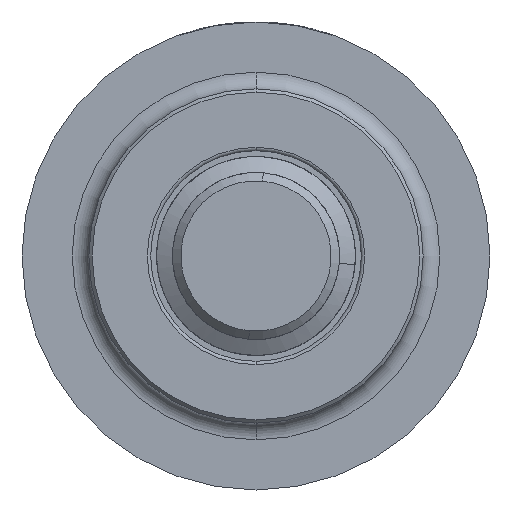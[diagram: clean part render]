
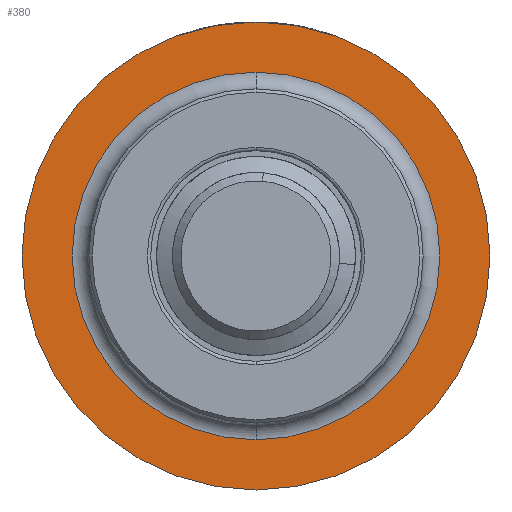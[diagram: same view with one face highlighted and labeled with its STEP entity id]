
A CAD part, front view. The second image highlights one B-rep face of the part: STEP entity #380.
In plain terms, the highlighted planar face has unit normal (0, -1, 0).
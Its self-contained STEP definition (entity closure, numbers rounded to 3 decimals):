
#55 = EDGE_CURVE ( 'NONE', #1868, #6262, #7195, .T. ) ;
#174 = CIRCLE ( 'NONE', #5816, 11. ) ;
#216 = AXIS2_PLACEMENT_3D ( 'NONE', #1804, #2374, #7454 ) ;
#322 = VERTEX_POINT ( 'NONE', #402 ) ;
#380 = ADVANCED_FACE ( 'NONE', ( #8103, #6112 ), #6201, .T. ) ;
#402 = CARTESIAN_POINT ( 'NONE',  ( 0., 7.42, 11. ) ) ;
#977 = AXIS2_PLACEMENT_3D ( 'NONE', #4242, #1667, #6817 ) ;
#1264 = CIRCLE ( 'NONE', #216, 11. ) ;
#1667 = DIRECTION ( 'NONE',  ( 0., -1., 0. ) ) ;
#1804 = CARTESIAN_POINT ( 'NONE',  ( 0., 7.42, 0. ) ) ;
#1868 = VERTEX_POINT ( 'NONE', #7098 ) ;
#2333 = ORIENTED_EDGE ( 'NONE', *, *, #4542, .F. ) ;
#2374 = DIRECTION ( 'NONE',  ( 0., -1., 0. ) ) ;
#2639 = EDGE_LOOP ( 'NONE', ( #4890, #2333 ) ) ;
#3293 = EDGE_CURVE ( 'NONE', #6262, #1868, #6777, .T. ) ;
#3370 = AXIS2_PLACEMENT_3D ( 'NONE', #7865, #5933, #5274 ) ;
#3592 = CARTESIAN_POINT ( 'NONE',  ( 0., 7.42, 0. ) ) ;
#3615 = DIRECTION ( 'NONE',  ( 0., -1., 0. ) ) ;
#3766 = CARTESIAN_POINT ( 'NONE',  ( 0., 7.42, 0. ) ) ;
#4242 = CARTESIAN_POINT ( 'NONE',  ( 11., 7.42, 0. ) ) ;
#4327 = ORIENTED_EDGE ( 'NONE', *, *, #55, .T. ) ;
#4542 = EDGE_CURVE ( 'NONE', #322, #6702, #1264, .T. ) ;
#4890 = ORIENTED_EDGE ( 'NONE', *, *, #7422, .F. ) ;
#5122 = DIRECTION ( 'NONE',  ( 0., -1., 0. ) ) ;
#5200 = ORIENTED_EDGE ( 'NONE', *, *, #3293, .T. ) ;
#5274 = DIRECTION ( 'NONE',  ( 0., 0., -1. ) ) ;
#5816 = AXIS2_PLACEMENT_3D ( 'NONE', #3592, #3615, #8058 ) ;
#5933 = DIRECTION ( 'NONE',  ( 0., -1., 0. ) ) ;
#6112 = FACE_BOUND ( 'NONE', #2639, .T. ) ;
#6201 = PLANE ( 'NONE',  #977 ) ;
#6262 = VERTEX_POINT ( 'NONE', #6483 ) ;
#6322 = DIRECTION ( 'NONE',  ( 0., 0., -1. ) ) ;
#6483 = CARTESIAN_POINT ( 'NONE',  ( 0., 7.42, 14. ) ) ;
#6539 = AXIS2_PLACEMENT_3D ( 'NONE', #3766, #5122, #6322 ) ;
#6702 = VERTEX_POINT ( 'NONE', #7135 ) ;
#6777 = CIRCLE ( 'NONE', #6539, 14. ) ;
#6817 = DIRECTION ( 'NONE',  ( 0., 0., -1. ) ) ;
#6843 = EDGE_LOOP ( 'NONE', ( #4327, #5200 ) ) ;
#7098 = CARTESIAN_POINT ( 'NONE',  ( 0., 7.42, -14. ) ) ;
#7135 = CARTESIAN_POINT ( 'NONE',  ( 0., 7.42, -11. ) ) ;
#7195 = CIRCLE ( 'NONE', #3370, 14. ) ;
#7422 = EDGE_CURVE ( 'NONE', #6702, #322, #174, .T. ) ;
#7454 = DIRECTION ( 'NONE',  ( 0., 0., -1. ) ) ;
#7865 = CARTESIAN_POINT ( 'NONE',  ( 0., 7.42, 0. ) ) ;
#8058 = DIRECTION ( 'NONE',  ( 0., 0., -1. ) ) ;
#8103 = FACE_OUTER_BOUND ( 'NONE', #6843, .T. ) ;
